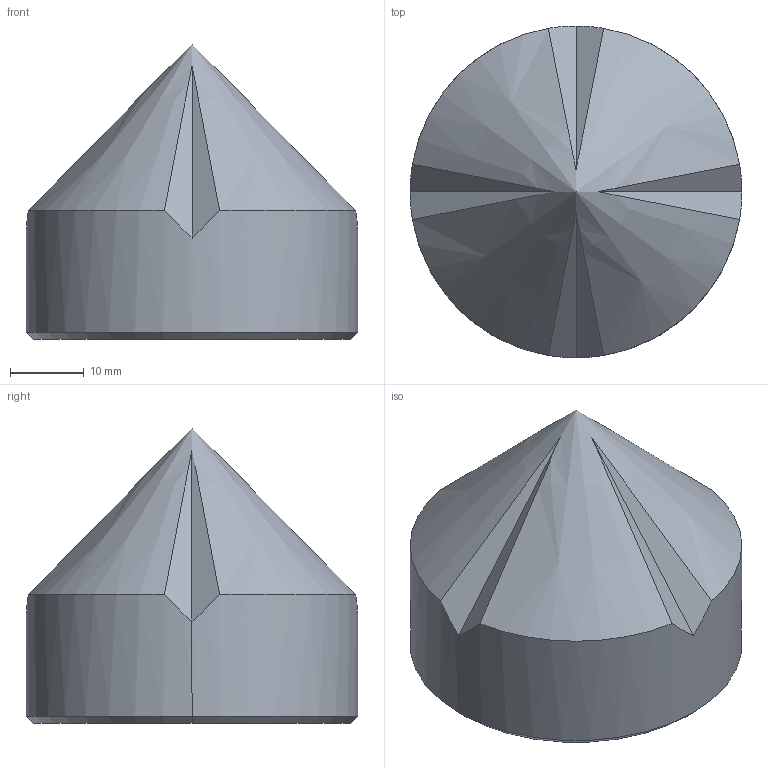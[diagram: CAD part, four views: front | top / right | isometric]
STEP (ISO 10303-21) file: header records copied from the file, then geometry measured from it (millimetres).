
FILE_DESCRIPTION(('STEP AP214'),'1');
FILE_NAME('160670.STP','2011-09-08T13:07:16',(' '),(' '),'Spatial InterOp 3D',' ',' ');
FILE_SCHEMA(('automotive_design'));
Length unit declared in the file: millimetre
Products named in the file (6): Zylinder; Kugel
Bounding box: 45 x 45 x 40 mm (x, y, z)
Volume: 35326.4 mm3; surface area: 9706.6 mm2
Topology: 6 solids, 6 shells, 61 faces, 169 edges, 101 vertices
Faces by surface type: cylinder 22, plane 21, cone 8, sphere 6, torus 4
Entity records: 3220 total; most frequent: CARTESIAN_POINT 1114, DIRECTION 324, ORIENTED_EDGE 310, EDGE_CURVE 155, AXIS2_PLACEMENT_3D 138, VERTEX_POINT 101, STYLED_ITEM 67, PRESENTATION_STYLE_ASSIGNMENT 67
